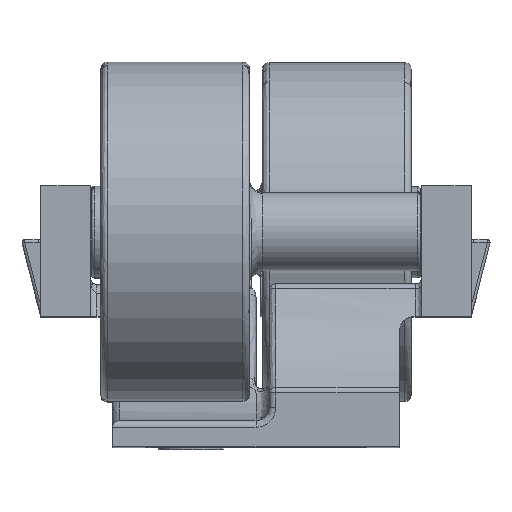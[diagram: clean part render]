
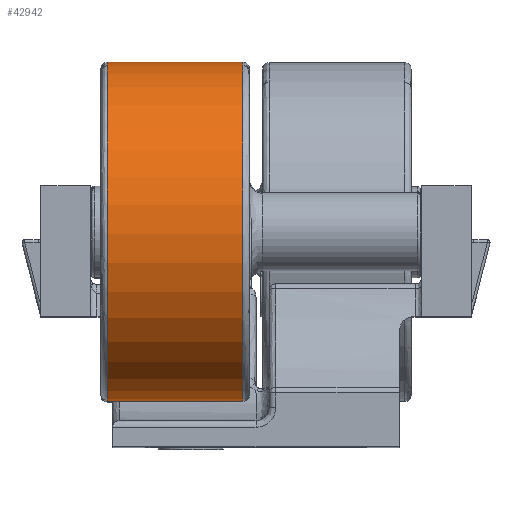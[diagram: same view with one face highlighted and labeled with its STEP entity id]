
A CAD part, top view. The second image highlights one B-rep face of the part: STEP entity #42942.
In plain terms, the highlighted cylindrical face has radius 13 mm (diameter 26 mm), a partial arc.
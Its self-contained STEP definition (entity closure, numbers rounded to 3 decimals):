
#674 = CARTESIAN_POINT ( 'NONE',  ( -1., -3.5, 16.5 ) ) ;
#1858 = EDGE_LOOP ( 'NONE', ( #17969, #33076, #24293, #13288, #24857, #9201 ) ) ;
#1950 = VERTEX_POINT ( 'NONE', #34006 ) ;
#2345 = DIRECTION ( 'NONE',  ( -1., 0., 0. ) ) ;
#2887 = CARTESIAN_POINT ( 'NONE',  ( -11.4, 9.5, 16.5 ) ) ;
#3224 = CIRCLE ( 'NONE', #9361, 13. ) ;
#4790 = VERTEX_POINT ( 'NONE', #24189 ) ;
#5806 = DIRECTION ( 'NONE',  ( 1., 0., 0. ) ) ;
#6383 = EDGE_CURVE ( 'NONE', #46995, #4790, #43142, .T. ) ;
#8232 = CYLINDRICAL_SURFACE ( 'NONE', #40288, 13. ) ;
#8801 = CARTESIAN_POINT ( 'NONE',  ( 11.9, -16.5, 16.5 ) ) ;
#9201 = ORIENTED_EDGE ( 'NONE', *, *, #6383, .F. ) ;
#9361 = AXIS2_PLACEMENT_3D ( 'NONE', #44896, #5806, #36821 ) ;
#12846 = VERTEX_POINT ( 'NONE', #2887 ) ;
#13014 = CARTESIAN_POINT ( 'NONE',  ( -11.4, -3.5, 16.5 ) ) ;
#13103 = CARTESIAN_POINT ( 'NONE',  ( -1., 9.5, 16.5 ) ) ;
#13288 = ORIENTED_EDGE ( 'NONE', *, *, #17153, .T. ) ;
#13906 = CARTESIAN_POINT ( 'NONE',  ( -1., -3.5, 16.5 ) ) ;
#14312 = VECTOR ( 'NONE', #53485, 1000. ) ;
#14827 = VERTEX_POINT ( 'NONE', #13103 ) ;
#15901 = VECTOR ( 'NONE', #2345, 1000. ) ;
#16610 = CIRCLE ( 'NONE', #44854, 13. ) ;
#16995 = VERTEX_POINT ( 'NONE', #46755 ) ;
#17153 = EDGE_CURVE ( 'NONE', #12846, #16995, #43065, .T. ) ;
#17969 = ORIENTED_EDGE ( 'NONE', *, *, #28344, .T. ) ;
#18566 = DIRECTION ( 'NONE',  ( 0., -1., 0. ) ) ;
#19985 = EDGE_CURVE ( 'NONE', #1950, #14827, #21726, .T. ) ;
#20018 = LINE ( 'NONE', #29368, #15901 ) ;
#21726 = CIRCLE ( 'NONE', #30910, 13. ) ;
#23302 = AXIS2_PLACEMENT_3D ( 'NONE', #13014, #43848, #26186 ) ;
#24189 = CARTESIAN_POINT ( 'NONE',  ( -11.4, -16.5, 16.5 ) ) ;
#24293 = ORIENTED_EDGE ( 'NONE', *, *, #41286, .T. ) ;
#24857 = ORIENTED_EDGE ( 'NONE', *, *, #47041, .T. ) ;
#26186 = DIRECTION ( 'NONE',  ( 0., -1., 0. ) ) ;
#26491 = CARTESIAN_POINT ( 'NONE',  ( -1., -16.5, 16.5 ) ) ;
#27263 = DIRECTION ( 'NONE',  ( -1., 0., 0. ) ) ;
#28344 = EDGE_CURVE ( 'NONE', #46995, #1950, #16610, .T. ) ;
#29368 = CARTESIAN_POINT ( 'NONE',  ( 11.9, 9.5, 16.5 ) ) ;
#30910 = AXIS2_PLACEMENT_3D ( 'NONE', #13906, #27263, #40863 ) ;
#31430 = CARTESIAN_POINT ( 'NONE',  ( 11.9, -3.5, 16.5 ) ) ;
#33076 = ORIENTED_EDGE ( 'NONE', *, *, #19985, .T. ) ;
#34006 = CARTESIAN_POINT ( 'NONE',  ( -1., 9.224, 19.166 ) ) ;
#35828 = DIRECTION ( 'NONE',  ( -1., 0., 0. ) ) ;
#36194 = DIRECTION ( 'NONE',  ( 0., -1., 0. ) ) ;
#36821 = DIRECTION ( 'NONE',  ( 0., -1., 0. ) ) ;
#40288 = AXIS2_PLACEMENT_3D ( 'NONE', #31430, #35828, #36194 ) ;
#40863 = DIRECTION ( 'NONE',  ( 0., -1., 0. ) ) ;
#41286 = EDGE_CURVE ( 'NONE', #14827, #12846, #20018, .T. ) ;
#42942 = ADVANCED_FACE ( 'NONE', ( #47996 ), #8232, .T. ) ;
#43065 = CIRCLE ( 'NONE', #23302, 13. ) ;
#43142 = LINE ( 'NONE', #8801, #14312 ) ;
#43848 = DIRECTION ( 'NONE',  ( 1., 0., 0. ) ) ;
#44791 = DIRECTION ( 'NONE',  ( -1., 0., 0. ) ) ;
#44854 = AXIS2_PLACEMENT_3D ( 'NONE', #674, #44791, #18566 ) ;
#44896 = CARTESIAN_POINT ( 'NONE',  ( -11.4, -3.5, 16.5 ) ) ;
#46755 = CARTESIAN_POINT ( 'NONE',  ( -11.4, 9.224, 19.166 ) ) ;
#46995 = VERTEX_POINT ( 'NONE', #26491 ) ;
#47041 = EDGE_CURVE ( 'NONE', #16995, #4790, #3224, .T. ) ;
#47996 = FACE_OUTER_BOUND ( 'NONE', #1858, .T. ) ;
#53485 = DIRECTION ( 'NONE',  ( -1., 0., 0. ) ) ;
